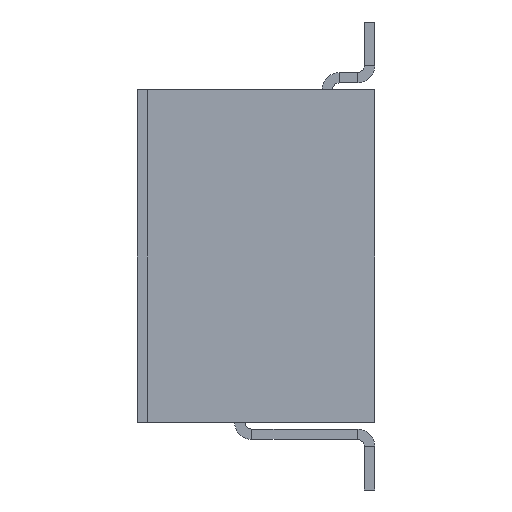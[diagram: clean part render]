
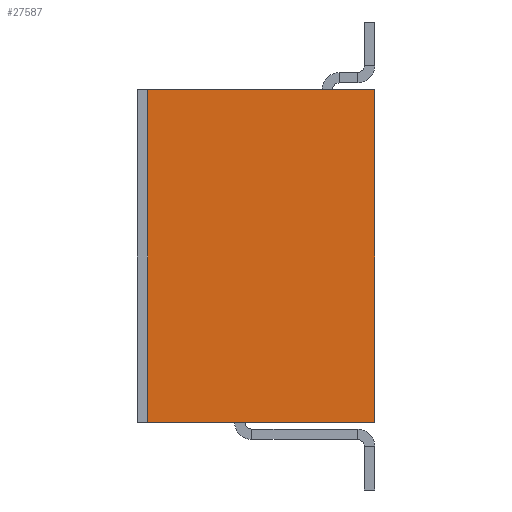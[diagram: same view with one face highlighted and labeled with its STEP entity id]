
A CAD part, left-side view. The second image highlights one B-rep face of the part: STEP entity #27587.
In plain terms, the highlighted planar face has unit normal (-1, 0, 0).
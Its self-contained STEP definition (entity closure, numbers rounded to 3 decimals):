
#1992=FACE_OUTER_BOUND('',#3499,.T.);
#3499=EDGE_LOOP('',(#22775,#22776,#22777,#22778));
#7007=LINE('',#44857,#9780);
#7011=LINE('',#44865,#9784);
#7012=LINE('',#44867,#9785);
#7013=LINE('',#44868,#9786);
#9780=VECTOR('',#37278,1.);
#9784=VECTOR('',#37284,1.);
#9785=VECTOR('',#37285,1.);
#9786=VECTOR('',#37286,1.);
#12196=VERTEX_POINT('',#44855);
#12197=VERTEX_POINT('',#44856);
#12200=VERTEX_POINT('',#44864);
#12201=VERTEX_POINT('',#44866);
#15795=EDGE_CURVE('',#12196,#12197,#7007,.T.);
#15799=EDGE_CURVE('',#12196,#12200,#7011,.T.);
#15800=EDGE_CURVE('',#12201,#12200,#7012,.T.);
#15801=EDGE_CURVE('',#12197,#12201,#7013,.T.);
#22775=ORIENTED_EDGE('',*,*,#15795,.F.);
#22776=ORIENTED_EDGE('',*,*,#15799,.T.);
#22777=ORIENTED_EDGE('',*,*,#15800,.F.);
#22778=ORIENTED_EDGE('',*,*,#15801,.F.);
#24590=PLANE('',#30088);
#27587=ADVANCED_FACE('',(#1992),#24590,.F.);
#30088=AXIS2_PLACEMENT_3D('',#44863,#37282,#37283);
#37278=DIRECTION('',(0.,0.,1.));
#37282=DIRECTION('center_axis',(1.,0.,0.));
#37283=DIRECTION('ref_axis',(0.,-1.,0.));
#37284=DIRECTION('',(0.,-1.,0.));
#37285=DIRECTION('',(0.,0.,-1.));
#37286=DIRECTION('',(0.,-1.,0.));
#44855=CARTESIAN_POINT('',(-25.358,9.446,-2.415));
#44856=CARTESIAN_POINT('',(-25.358,9.446,2.415));
#44857=CARTESIAN_POINT('',(-25.358,9.446,-2.585));
#44863=CARTESIAN_POINT('Origin',(-25.358,9.596,2.415));
#44864=CARTESIAN_POINT('',(-25.358,6.146,-2.415));
#44865=CARTESIAN_POINT('',(-25.358,9.596,-2.415));
#44866=CARTESIAN_POINT('',(-25.358,6.146,2.415));
#44867=CARTESIAN_POINT('',(-25.358,6.146,2.415));
#44868=CARTESIAN_POINT('',(-25.358,9.596,2.415));
